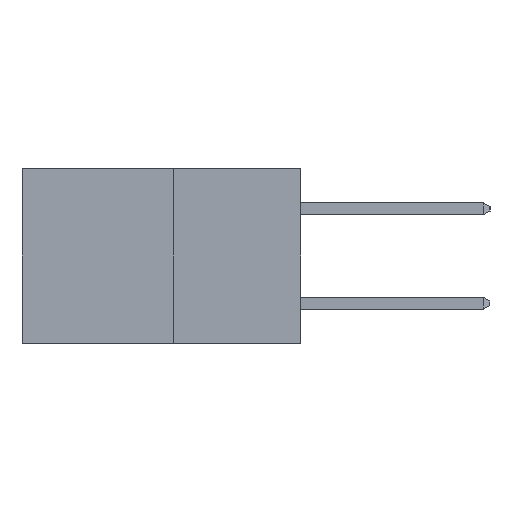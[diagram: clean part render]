
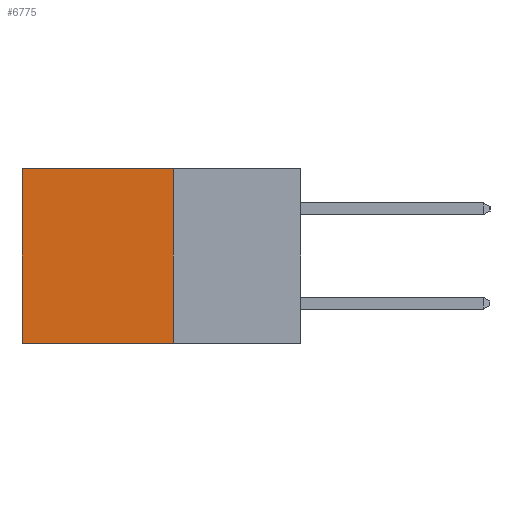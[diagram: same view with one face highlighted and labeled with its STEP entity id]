
A CAD part, left-side view. The second image highlights one B-rep face of the part: STEP entity #6775.
In plain terms, the highlighted planar face has unit normal (-1, 0, 0).
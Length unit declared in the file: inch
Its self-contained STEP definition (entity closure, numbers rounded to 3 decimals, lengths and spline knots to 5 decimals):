
#48 = ORIENTED_EDGE ( 'NONE', *, *, #2174, .T. ) ;
#95 = CARTESIAN_POINT ( 'NONE',  ( 0.277, 0.27, -0.37 ) ) ;
#431 = LINE ( 'NONE', #3916, #3899 ) ;
#775 = EDGE_CURVE ( 'NONE', #7239, #6092, #431, .T. ) ;
#880 = VERTEX_POINT ( 'NONE', #2746 ) ;
#1324 = LINE ( 'NONE', #3399, #4768 ) ;
#1590 = AXIS2_PLACEMENT_3D ( 'NONE', #4431, #3835, #8113 ) ;
#2174 = EDGE_CURVE ( 'NONE', #7239, #4878, #1324, .T. ) ;
#2406 = EDGE_CURVE ( 'NONE', #4878, #880, #6830, .T. ) ;
#2672 = LINE ( 'NONE', #5567, #5933 ) ;
#2746 = CARTESIAN_POINT ( 'NONE',  ( 0.277, 0.59, -0.37 ) ) ;
#3399 = CARTESIAN_POINT ( 'NONE',  ( 0.277, 0.27, 0. ) ) ;
#3779 = FACE_OUTER_BOUND ( 'NONE', #4248, .T. ) ;
#3835 = DIRECTION ( 'NONE',  ( 1., 0., 0. ) ) ;
#3899 = VECTOR ( 'NONE', #8282, 39.37008 ) ;
#3916 = CARTESIAN_POINT ( 'NONE',  ( 0.277, 0.27, -0.37 ) ) ;
#3941 = DIRECTION ( 'NONE',  ( 0., 0., -1. ) ) ;
#4123 = DIRECTION ( 'NONE',  ( 0., 1., 0. ) ) ;
#4248 = EDGE_LOOP ( 'NONE', ( #4477, #4525, #4713, #48 ) ) ;
#4256 = EDGE_CURVE ( 'NONE', #6092, #880, #2672, .T. ) ;
#4431 = CARTESIAN_POINT ( 'NONE',  ( 0.277, 0.27, -0.37 ) ) ;
#4477 = ORIENTED_EDGE ( 'NONE', *, *, #2406, .T. ) ;
#4525 = ORIENTED_EDGE ( 'NONE', *, *, #4256, .F. ) ;
#4590 = CARTESIAN_POINT ( 'NONE',  ( 0.277, 0.59, -0.37 ) ) ;
#4713 = ORIENTED_EDGE ( 'NONE', *, *, #775, .F. ) ;
#4768 = VECTOR ( 'NONE', #4123, 39.37008 ) ;
#4878 = VERTEX_POINT ( 'NONE', #6155 ) ;
#5133 = VECTOR ( 'NONE', #3941, 39.37008 ) ;
#5567 = CARTESIAN_POINT ( 'NONE',  ( 0.277, 0.27, -0.37 ) ) ;
#5933 = VECTOR ( 'NONE', #7901, 39.37008 ) ;
#6092 = VERTEX_POINT ( 'NONE', #95 ) ;
#6155 = CARTESIAN_POINT ( 'NONE',  ( 0.277, 0.59, 0. ) ) ;
#6314 = PLANE ( 'NONE',  #1590 ) ;
#6775 = ADVANCED_FACE ( 'NONE', ( #3779 ), #6314, .F. ) ;
#6830 = LINE ( 'NONE', #4590, #5133 ) ;
#7239 = VERTEX_POINT ( 'NONE', #8388 ) ;
#7901 = DIRECTION ( 'NONE',  ( 0., 1., 0. ) ) ;
#8113 = DIRECTION ( 'NONE',  ( 0., 0., -1. ) ) ;
#8282 = DIRECTION ( 'NONE',  ( 0., 0., -1. ) ) ;
#8388 = CARTESIAN_POINT ( 'NONE',  ( 0.277, 0.27, 0. ) ) ;
